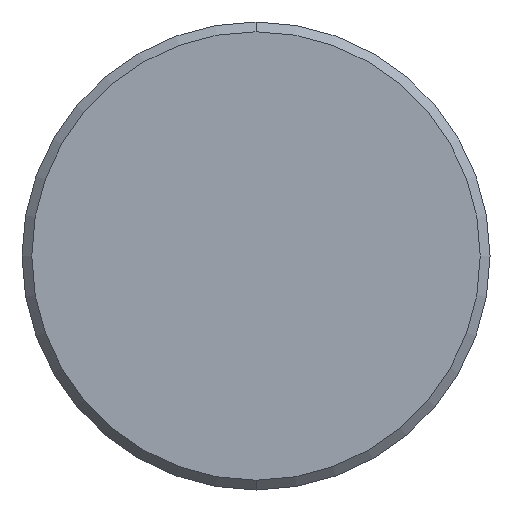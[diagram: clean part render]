
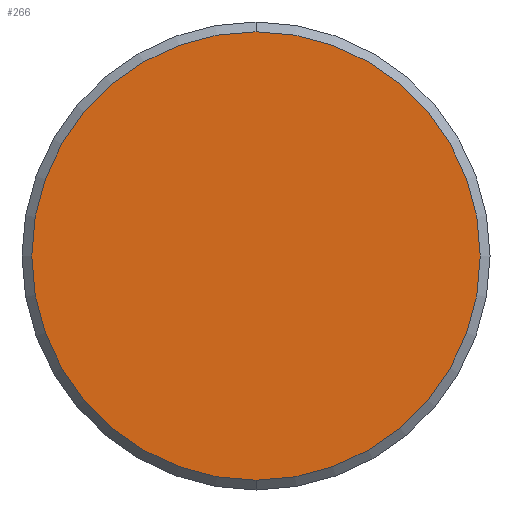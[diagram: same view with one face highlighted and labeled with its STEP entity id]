
A CAD part, front view. The second image highlights one B-rep face of the part: STEP entity #266.
In plain terms, the highlighted planar face has unit normal (0, -1, 0).
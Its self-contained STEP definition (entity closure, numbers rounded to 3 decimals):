
#4 = DIRECTION ( 'NONE',  ( 0., -1., 0. ) ) ;
#9 = AXIS2_PLACEMENT_3D ( 'NONE', #125, #230, #122 ) ;
#44 = EDGE_CURVE ( 'NONE', #203, #114, #134, .T. ) ;
#53 = DIRECTION ( 'NONE',  ( 0., -1., 0. ) ) ;
#61 = EDGE_CURVE ( 'NONE', #114, #203, #242, .T. ) ;
#71 = CARTESIAN_POINT ( 'NONE',  ( 0., 0., 0. ) ) ;
#74 = PLANE ( 'NONE',  #9 ) ;
#105 = FACE_OUTER_BOUND ( 'NONE', #186, .T. ) ;
#114 = VERTEX_POINT ( 'NONE', #243 ) ;
#121 = ORIENTED_EDGE ( 'NONE', *, *, #44, .T. ) ;
#122 = DIRECTION ( 'NONE',  ( 0., 0., 1. ) ) ;
#125 = CARTESIAN_POINT ( 'NONE',  ( 0., 0., 0. ) ) ;
#134 = CIRCLE ( 'NONE', #240, 2.875 ) ;
#186 = EDGE_LOOP ( 'NONE', ( #195, #121 ) ) ;
#188 = CARTESIAN_POINT ( 'NONE',  ( 0., 0., -2.875 ) ) ;
#195 = ORIENTED_EDGE ( 'NONE', *, *, #61, .T. ) ;
#200 = DIRECTION ( 'NONE',  ( 0., 0., 1. ) ) ;
#203 = VERTEX_POINT ( 'NONE', #188 ) ;
#219 = AXIS2_PLACEMENT_3D ( 'NONE', #71, #53, #254 ) ;
#230 = DIRECTION ( 'NONE',  ( 0., 1., 0. ) ) ;
#239 = CARTESIAN_POINT ( 'NONE',  ( 0., 0., 0. ) ) ;
#240 = AXIS2_PLACEMENT_3D ( 'NONE', #239, #4, #200 ) ;
#242 = CIRCLE ( 'NONE', #219, 2.875 ) ;
#243 = CARTESIAN_POINT ( 'NONE',  ( 0., 0., 2.875 ) ) ;
#254 = DIRECTION ( 'NONE',  ( 0., 0., 1. ) ) ;
#266 = ADVANCED_FACE ( 'NONE', ( #105 ), #74, .F. ) ;
